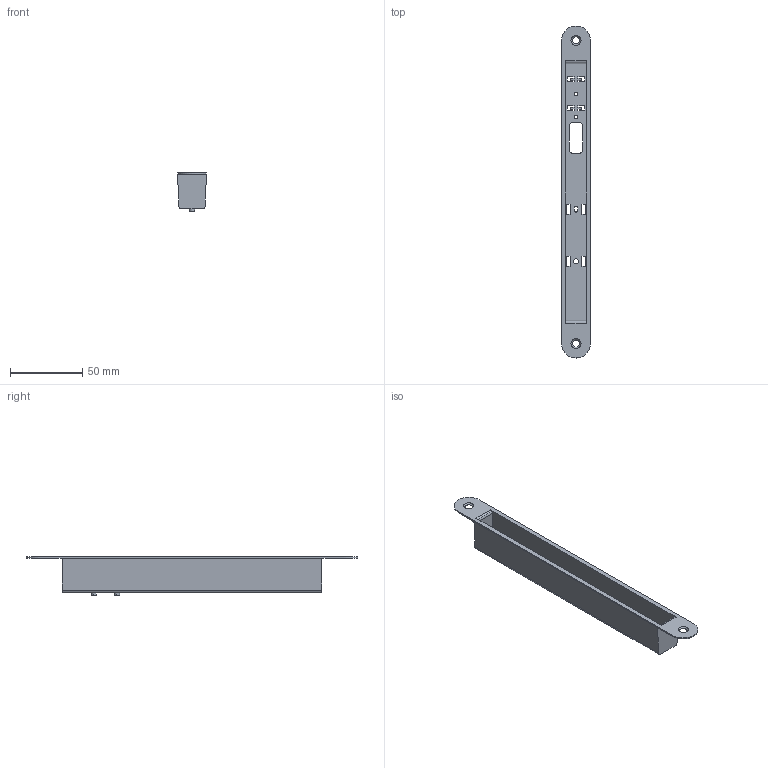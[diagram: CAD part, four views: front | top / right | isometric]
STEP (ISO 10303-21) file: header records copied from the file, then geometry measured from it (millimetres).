
FILE_DESCRIPTION((''),'2;1');
FILE_NAME('B_5527_0230_BD01','2021-01-07T09:40:36',('Dittrich-BaumMeike'),(''),'CREO PARAMETRIC BY PTC INC, 2020044','CREO PARAMETRIC BY PTC INC, 2020044','');
FILE_SCHEMA(('CONFIG_CONTROL_DESIGN'));
Length unit declared in the file: millimetre
Products named in the file (1): B_5527_0230_BD01
Bounding box: 20 x 230 x 26.5 mm (x, y, z)
Volume: 30397.6 mm3; surface area: 26920.5 mm2
Topology: 1 solids, 1 shells, 121 faces, 344 edges, 228 vertices
Faces by surface type: plane 71, cylinder 46, cone 4
Entity records: 4044 total; most frequent: CARTESIAN_POINT 693, ORIENTED_EDGE 688, DIRECTION 686, EDGE_CURVE 344, VECTOR 244, LINE 244, VERTEX_POINT 228, AXIS2_PLACEMENT_3D 221
